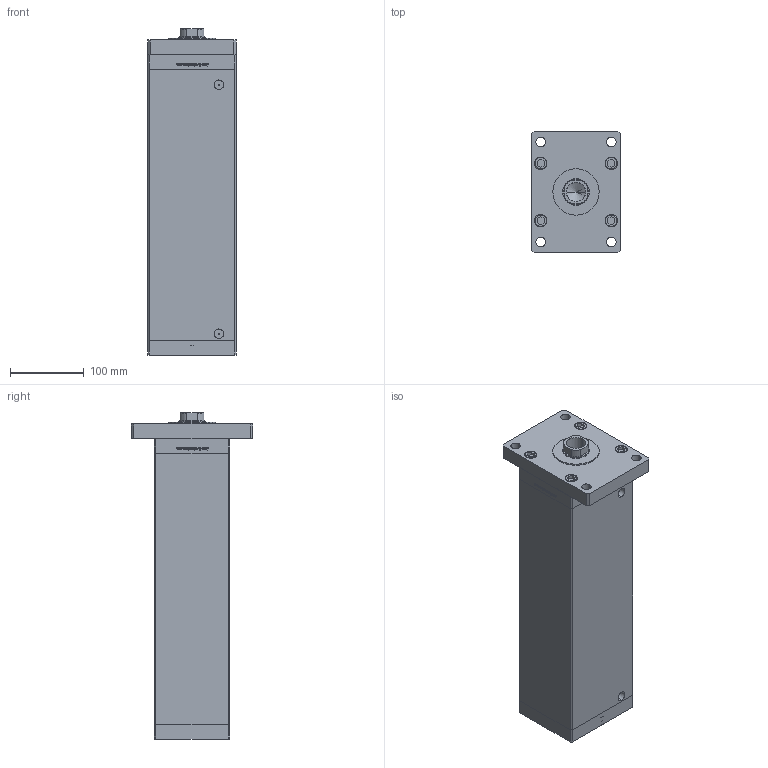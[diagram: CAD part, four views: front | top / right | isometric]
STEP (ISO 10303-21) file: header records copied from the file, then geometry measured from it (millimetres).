
FILE_DESCRIPTION (( 'STEP AP203' ), '1' );
FILE_NAME ('9e13.STEP', '2024-01-08T18:43:53', ( '' ), ( '' ), 'SwSTEP 2.0', 'SolidWorks 2019', '' );
FILE_SCHEMA (( 'CONFIG_CONTROL_DESIGN' ));
Length unit declared in the file: millimetre
Products named in the file (7): 9e13; V220C_FRONT_F 5075ec240b8bdd0ecb815de0856e8b8c; V220C_VC_F 5075ec240b8bdd0ecb815de0856e8b8c; V220C_F 5075ec240b8bdd0ecb815de0856e8b8c; ALLEN BOLT 5075ec240b8bdd0ecb815de0856e8b8c; V220C BACK_F 5075ec240b8bdd0ecb815de0856e8b8c; V220C_F_MIDDLE 5075ec240b8bdd0ecb815de0856e8b8c
Assembly tree (19 placements, depth 2):
  9e13
    V220C BACK_F 5075ec240b8bdd0ecb815de0856e8b8c
    V220C_F_MIDDLE 5075ec240b8bdd0ecb815de0856e8b8c
    V220C_FRONT_F 5075ec240b8bdd0ecb815de0856e8b8c
    V220C_F 5075ec240b8bdd0ecb815de0856e8b8c
    ALLEN BOLT 5075ec240b8bdd0ecb815de0856e8b8c  x14
    V220C_VC_F 5075ec240b8bdd0ecb815de0856e8b8c
Bounding box: 120 x 165 x 443.5 mm (x, y, z)
Volume: 4603359.7 mm3; surface area: 491785.9 mm2
Topology: 19 solids, 19 shells, 1311 faces, 3264 edges, 2133 vertices
Faces by surface type: plane 517, bspline 484, cylinder 188, cone 62, torus 60
Entity records: 53795 total; most frequent: CARTESIAN_POINT 30466, ORIENTED_EDGE 5328, DIRECTION 3102, EDGE_CURVE 2664, VERTEX_POINT 1769, VECTOR 1380, LINE 1380, EDGE_LOOP 1207
